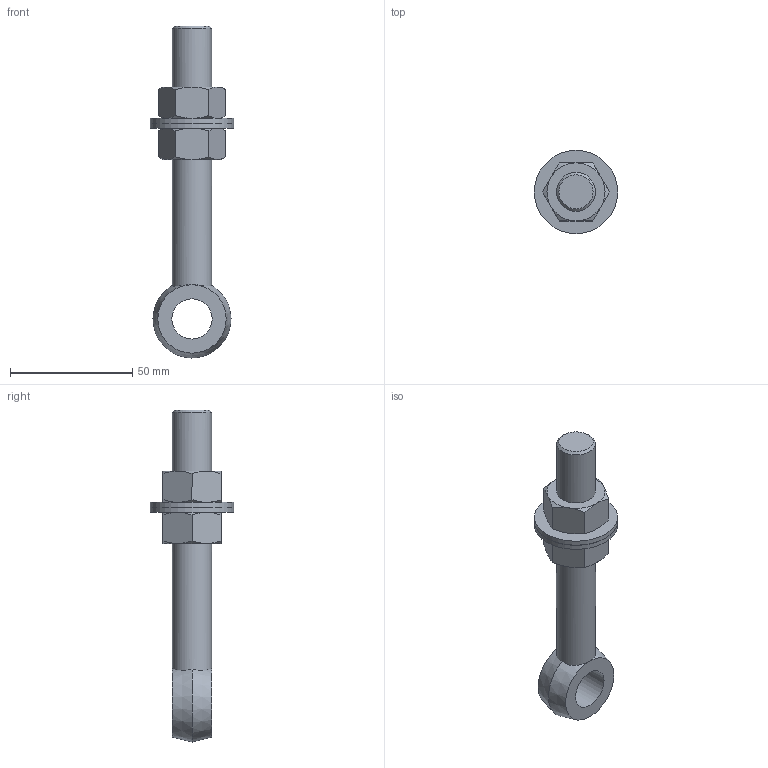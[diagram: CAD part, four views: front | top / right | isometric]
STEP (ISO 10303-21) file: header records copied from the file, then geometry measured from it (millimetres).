
FILE_DESCRIPTION (( 'STEP AP203' ), '1' );
FILE_NAME ('121-M16-AS.step', '2023-08-22T07:44:37', ( '' ), ( '' ), 'SwSTEP 2.0', 'SolidWorks 2018', '' );
FILE_SCHEMA (( 'CONFIG_CONTROL_DESIGN' ));
Length unit declared in the file: millimetre
Products named in the file (4): 121-M16-AS; 121-Mxx-AS Teil1_121-M16-AS Teil1; 121-Mxx-AS Teil2_121-M16-AS Teil2; 121-Mxx-AS Teil3_121-M16-AS Teil3
Assembly tree (5 placements, depth 2):
  121-M16-AS
    121-Mxx-AS Teil1_121-M16-AS Teil1
    121-Mxx-AS Teil2_121-M16-AS Teil2  x2
    121-Mxx-AS Teil3_121-M16-AS Teil3  x2
Bounding box: 34.1 x 34.1 x 136 mm (x, y, z)
Volume: 40356.1 mm3; surface area: 16338.2 mm2
Topology: 5 solids, 5 shells, 165 faces, 397 edges, 254 vertices
Faces by surface type: plane 96, cone 31, bspline 30, cylinder 8
Full cylindrical faces by diameter (mm): 14 x2, 16 x1, 16.3 x2, 16.5 x1, 34.1 x2
Entity records: 6143 total; most frequent: CARTESIAN_POINT 2652, ORIENTED_EDGE 668, DIRECTION 505, EDGE_CURVE 334, VERTEX_POINT 222, LINE 219, VECTOR 219, EDGE_LOOP 164
